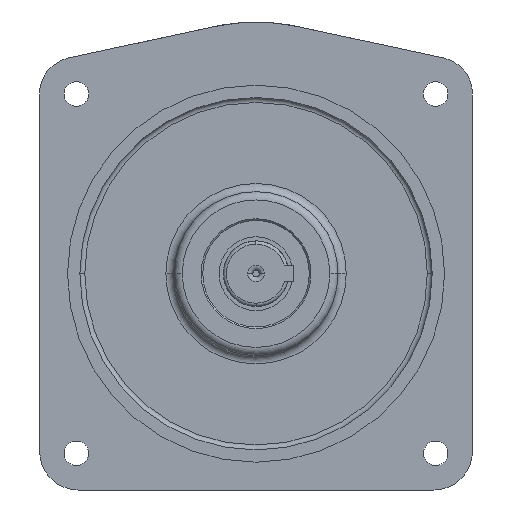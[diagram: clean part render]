
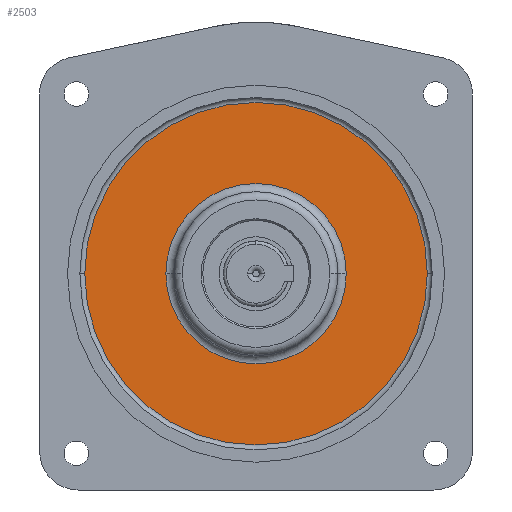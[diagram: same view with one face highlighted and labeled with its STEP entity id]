
A CAD part, left-side view. The second image highlights one B-rep face of the part: STEP entity #2503.
In plain terms, the highlighted planar face has unit normal (-1, 0, 0).
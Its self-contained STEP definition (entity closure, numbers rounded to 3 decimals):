
#54 = CARTESIAN_POINT ( 'NONE',  ( 0., 0., -36.04 ) ) ;
#2243 = VERTEX_POINT ( 'NONE', #20974 ) ;
#2360 = CIRCLE ( 'NONE', #11378, 55. ) ;
#2503 = ADVANCED_FACE ( 'NONE', ( #37253, #9918 ), #22179, .F. ) ;
#5595 = CIRCLE ( 'NONE', #17834, 55. ) ;
#7420 = DIRECTION ( 'NONE',  ( 0., -1., 0. ) ) ;
#8216 = DIRECTION ( 'NONE',  ( 0., -1., 0. ) ) ;
#9918 = FACE_OUTER_BOUND ( 'NONE', #10569, .T. ) ;
#10285 = DIRECTION ( 'NONE',  ( 0., 1., 0. ) ) ;
#10541 = EDGE_CURVE ( 'NONE', #37410, #31209, #5595, .T. ) ;
#10569 = EDGE_LOOP ( 'NONE', ( #25838, #12418 ) ) ;
#11378 = AXIS2_PLACEMENT_3D ( 'NONE', #54, #25202, #7420 ) ;
#11823 = ORIENTED_EDGE ( 'NONE', *, *, #20093, .F. ) ;
#12418 = ORIENTED_EDGE ( 'NONE', *, *, #37032, .F. ) ;
#15051 = CIRCLE ( 'NONE', #23404, 104.5 ) ;
#15876 = CARTESIAN_POINT ( 'NONE',  ( 0., -55., -36.04 ) ) ;
#16131 = EDGE_LOOP ( 'NONE', ( #18237, #11823 ) ) ;
#17834 = AXIS2_PLACEMENT_3D ( 'NONE', #29714, #19867, #32921 ) ;
#18237 = ORIENTED_EDGE ( 'NONE', *, *, #10541, .F. ) ;
#18777 = CARTESIAN_POINT ( 'NONE',  ( 0., 0., 0. ) ) ;
#19867 = DIRECTION ( 'NONE',  ( -1., 0., 0. ) ) ;
#20042 = CARTESIAN_POINT ( 'NONE',  ( 0., 55., -36.04 ) ) ;
#20093 = EDGE_CURVE ( 'NONE', #31209, #37410, #2360, .T. ) ;
#20109 = DIRECTION ( 'NONE',  ( 1., 0., 0. ) ) ;
#20974 = CARTESIAN_POINT ( 'NONE',  ( 0., 104.5, -36.04 ) ) ;
#22179 = PLANE ( 'NONE',  #25201 ) ;
#22360 = CARTESIAN_POINT ( 'NONE',  ( 0., 0., -36.04 ) ) ;
#23035 = VERTEX_POINT ( 'NONE', #26160 ) ;
#23404 = AXIS2_PLACEMENT_3D ( 'NONE', #32543, #20109, #8216 ) ;
#25201 = AXIS2_PLACEMENT_3D ( 'NONE', #18777, #34430, #27404 ) ;
#25202 = DIRECTION ( 'NONE',  ( -1., 0., 0. ) ) ;
#25838 = ORIENTED_EDGE ( 'NONE', *, *, #28505, .F. ) ;
#26160 = CARTESIAN_POINT ( 'NONE',  ( 0., -104.5, -36.04 ) ) ;
#26492 = AXIS2_PLACEMENT_3D ( 'NONE', #22360, #37822, #10285 ) ;
#27404 = DIRECTION ( 'NONE',  ( 0., 1., 0. ) ) ;
#28418 = CIRCLE ( 'NONE', #26492, 104.5 ) ;
#28505 = EDGE_CURVE ( 'NONE', #23035, #2243, #15051, .T. ) ;
#29714 = CARTESIAN_POINT ( 'NONE',  ( 0., 0., -36.04 ) ) ;
#31209 = VERTEX_POINT ( 'NONE', #15876 ) ;
#32543 = CARTESIAN_POINT ( 'NONE',  ( 0., 0., -36.04 ) ) ;
#32921 = DIRECTION ( 'NONE',  ( 0., 1., 0. ) ) ;
#34430 = DIRECTION ( 'NONE',  ( 1., 0., 0. ) ) ;
#37032 = EDGE_CURVE ( 'NONE', #2243, #23035, #28418, .T. ) ;
#37253 = FACE_BOUND ( 'NONE', #16131, .T. ) ;
#37410 = VERTEX_POINT ( 'NONE', #20042 ) ;
#37822 = DIRECTION ( 'NONE',  ( 1., 0., 0. ) ) ;
